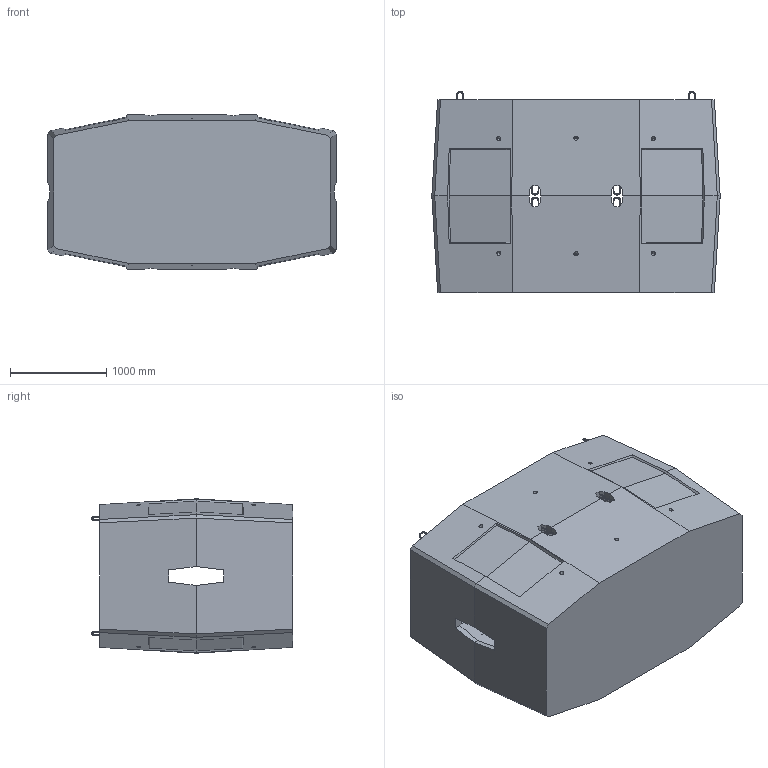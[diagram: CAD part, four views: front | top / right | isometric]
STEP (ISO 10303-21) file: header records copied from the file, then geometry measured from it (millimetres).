
FILE_DESCRIPTION (( 'STEP AP203' ), '1' );
FILE_NAME ('Êîëîäåö êàáåëüíûé ÊÊÑð-5-10 äëÿ Ðîñèíû.STEP', '2021-10-26T10:37:04', ( '' ), ( '' ), 'SwSTEP 2.0', 'SolidWorks 2018', '' );
FILE_SCHEMA (( 'CONFIG_CONTROL_DESIGN' ));
Length unit declared in the file: millimetre
Products named in the file (3): Êîëîäåö êàáåëüíûé ÊÊÑð-5-10_âåðõí.ýë-ò; Êîëîäåö êàáåëüíûé ÊÊÑð-5-10 äëÿ Ðîñèíû; Êîëîäåö êàáåëüíûé ÊÊÑð-5-10_íèæí.ýë-ò
Assembly tree (2 placements, depth 2):
  Êîëîäåö êàáåëüíûé ÊÊÑð-5-10 äëÿ Ðîñèíû
    Êîëîäåö êàáåëüíûé ÊÊÑð-5-10_âåðõí.ýë-ò
    Êîëîäåö êàáåëüíûé ÊÊÑð-5-10_íèæí.ýë-ò
Bounding box: 2990 x 2085 x 1600 mm (x, y, z)
Volume: 1921026440.4 mm3; surface area: 45457493.5 mm2
Topology: 2 solids, 2 shells, 319 faces, 858 edges, 548 vertices
Faces by surface type: plane 197, cone 50, bspline 48, cylinder 16, torus 8
Entity records: 12041 total; most frequent: CARTESIAN_POINT 4102, ORIENTED_EDGE 1716, DIRECTION 1398, EDGE_CURVE 858, LINE 598, VECTOR 598, VERTEX_POINT 548, AXIS2_PLACEMENT_3D 400
